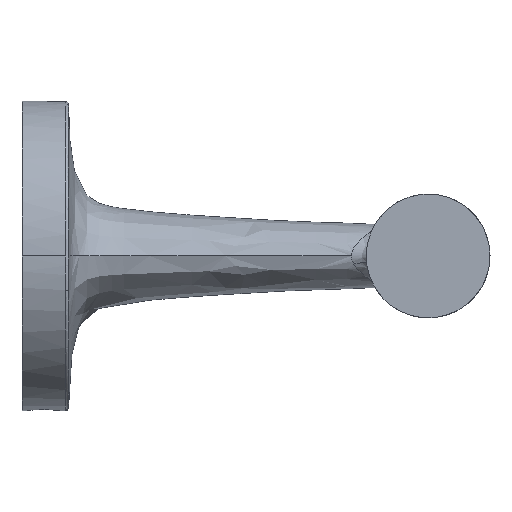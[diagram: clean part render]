
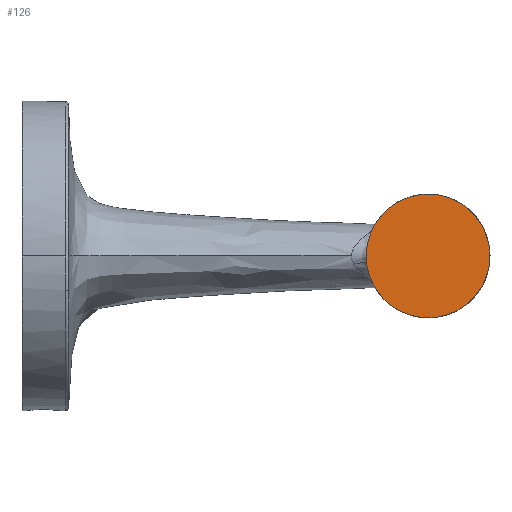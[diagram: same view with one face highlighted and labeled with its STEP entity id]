
A CAD part, left-side view. The second image highlights one B-rep face of the part: STEP entity #126.
In plain terms, the highlighted free-form (B-spline) face has degree [1, 1] with [2, 2] control points.
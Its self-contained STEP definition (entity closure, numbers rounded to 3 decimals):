
#126=ADVANCED_FACE('',(#231),#3344,.T.);
#231=FACE_OUTER_BOUND('',#341,.T.);
#341=EDGE_LOOP('',(#833,#834));
#833=ORIENTED_EDGE('',*,*,#2988,.F.);
#834=ORIENTED_EDGE('',*,*,#2989,.T.);
#1336=PCURVE('',#3424,#1840);
#1337=PCURVE('',#3344,#1841);
#1338=PCURVE('',#3344,#1842);
#1341=PCURVE('',#3425,#1845);
#1840=DEFINITIONAL_REPRESENTATION('',(#2446),#19437);
#1841=DEFINITIONAL_REPRESENTATION('',(#3155),#19437);
#1842=DEFINITIONAL_REPRESENTATION('',(#3157),#19437);
#1845=DEFINITIONAL_REPRESENTATION('',(#2449),#19437);
#2446=B_SPLINE_CURVE_WITH_KNOTS('',1,(#19284,#19285),.UNSPECIFIED.,.F.,
 .F.,(2,2),(-31.416,0.),.UNSPECIFIED.);
#2449=B_SPLINE_CURVE_WITH_KNOTS('',1,(#19305,#19306),.UNSPECIFIED.,.F.,
 .F.,(2,2),(0.,31.416),.UNSPECIFIED.);
#2720=SURFACE_CURVE('',#3154,(#1336,#1337),.PCURVE_S1.);
#2721=SURFACE_CURVE('',#3156,(#1338,#1341),.PCURVE_S1.);
#2988=EDGE_CURVE('',#3317,#3316,#2720,.T.);
#2989=EDGE_CURVE('',#3317,#3316,#2721,.T.);
#3154=(
BOUNDED_CURVE()
B_SPLINE_CURVE(2,(#19279,#19280,#19281,#19282,#19283),.UNSPECIFIED.,.F.,
 .F.)
B_SPLINE_CURVE_WITH_KNOTS((3,2,3),(-31.416,-15.708,0.),
 .UNSPECIFIED.)
CURVE()
GEOMETRIC_REPRESENTATION_ITEM()
RATIONAL_B_SPLINE_CURVE((1.,0.707,1.,0.707,1.))
REPRESENTATION_ITEM('')
);
#3155=(
BOUNDED_CURVE()
B_SPLINE_CURVE(2,(#19286,#19287,#19288,#19289,#19290),.UNSPECIFIED.,.F.,
 .F.)
B_SPLINE_CURVE_WITH_KNOTS((3,2,3),(-31.416,-15.708,0.),
 .UNSPECIFIED.)
CURVE()
GEOMETRIC_REPRESENTATION_ITEM()
RATIONAL_B_SPLINE_CURVE((1.,0.707,1.,0.707,1.))
REPRESENTATION_ITEM('')
);
#3156=(
BOUNDED_CURVE()
B_SPLINE_CURVE(2,(#19291,#19292,#19293,#19294,#19295),.UNSPECIFIED.,.F.,
 .F.)
B_SPLINE_CURVE_WITH_KNOTS((3,2,3),(0.,15.708,31.416),
 .UNSPECIFIED.)
CURVE()
GEOMETRIC_REPRESENTATION_ITEM()
RATIONAL_B_SPLINE_CURVE((1.,0.707,1.,0.707,1.))
REPRESENTATION_ITEM('')
);
#3157=(
BOUNDED_CURVE()
B_SPLINE_CURVE(2,(#19296,#19297,#19298,#19299,#19300),.UNSPECIFIED.,.F.,
 .F.)
B_SPLINE_CURVE_WITH_KNOTS((3,2,3),(0.,15.708,31.416),
 .UNSPECIFIED.)
CURVE()
GEOMETRIC_REPRESENTATION_ITEM()
RATIONAL_B_SPLINE_CURVE((1.,0.707,1.,0.707,1.))
REPRESENTATION_ITEM('')
);
#3316=VERTEX_POINT('',#19229);
#3317=VERTEX_POINT('',#19230);
#3344=B_SPLINE_SURFACE_WITH_KNOTS('',1,1,((#19204,#19205),(#19206,#19207)),
 .UNSPECIFIED.,.F.,.F.,.F.,(2,2),(2,2),(-12.001,12.001),(-12.001,12.001),
 .UNSPECIFIED.);
#3424=(
BOUNDED_SURFACE()
B_SPLINE_SURFACE(2,1,((#19186,#19187),(#19188,#19189),(#19190,#19191),(#19192,
#19193),(#19194,#19195),(#19196,#19197),(#19198,#19199),(#19200,#19201),
(#19202,#19203)),.UNSPECIFIED.,.T.,.F.,.F.)
B_SPLINE_SURFACE_WITH_KNOTS((3,2,2,2,3),(2,2),(0.,1.571,3.142,
4.712,6.283),(0.,2.402),.UNSPECIFIED.)
GEOMETRIC_REPRESENTATION_ITEM()
RATIONAL_B_SPLINE_SURFACE(((1.,1.),(0.707,0.707),
(1.,1.),(0.707,0.707),(1.,1.),(0.707,
0.707),(1.,1.),(0.707,0.707),(1.,1.)))
REPRESENTATION_ITEM('')
SURFACE()
);
#3425=(
BOUNDED_SURFACE()
B_SPLINE_SURFACE(2,1,((#19208,#19209),(#19210,#19211),(#19212,#19213),(#19214,
#19215),(#19216,#19217),(#19218,#19219),(#19220,#19221),(#19222,#19223),
(#19224,#19225)),.UNSPECIFIED.,.T.,.F.,.F.)
B_SPLINE_SURFACE_WITH_KNOTS((3,2,2,2,3),(2,2),(0.,1.571,3.142,
4.712,6.283),(0.,2.402),.UNSPECIFIED.)
GEOMETRIC_REPRESENTATION_ITEM()
RATIONAL_B_SPLINE_SURFACE(((1.,1.),(0.707,0.707),
(1.,1.),(0.707,0.707),(1.,1.),(0.707,
0.707),(1.,1.),(0.707,0.707),(1.,1.)))
REPRESENTATION_ITEM('')
SURFACE()
);
#19186=CARTESIAN_POINT('',(-28.099,-38.162,37.629));
#19187=CARTESIAN_POINT('',(-30.501,-38.162,37.629));
#19188=CARTESIAN_POINT('',(-28.099,-38.358,47.628));
#19189=CARTESIAN_POINT('',(-30.501,-38.358,47.628));
#19190=CARTESIAN_POINT('',(-28.099,-28.36,47.823));
#19191=CARTESIAN_POINT('',(-30.501,-28.36,47.823));
#19192=CARTESIAN_POINT('',(-28.099,-18.361,48.019));
#19193=CARTESIAN_POINT('',(-30.501,-18.361,48.019));
#19194=CARTESIAN_POINT('',(-28.099,-18.166,38.021));
#19195=CARTESIAN_POINT('',(-30.501,-18.166,38.021));
#19196=CARTESIAN_POINT('',(-28.099,-17.97,28.022));
#19197=CARTESIAN_POINT('',(-30.501,-17.97,28.022));
#19198=CARTESIAN_POINT('',(-28.099,-27.968,27.827));
#19199=CARTESIAN_POINT('',(-30.501,-27.968,27.827));
#19200=CARTESIAN_POINT('',(-28.099,-37.967,27.631));
#19201=CARTESIAN_POINT('',(-30.501,-37.967,27.631));
#19202=CARTESIAN_POINT('',(-28.099,-38.162,37.629));
#19203=CARTESIAN_POINT('',(-30.501,-38.162,37.629));
#19204=CARTESIAN_POINT('',(-30.3,-15.93,26.061));
#19205=CARTESIAN_POINT('',(-30.3,-16.4,50.059));
#19206=CARTESIAN_POINT('',(-30.3,-39.928,25.591));
#19207=CARTESIAN_POINT('',(-30.3,-40.398,49.589));
#19208=CARTESIAN_POINT('',(-28.099,-18.166,38.021));
#19209=CARTESIAN_POINT('',(-30.501,-18.166,38.021));
#19210=CARTESIAN_POINT('',(-28.099,-17.97,28.022));
#19211=CARTESIAN_POINT('',(-30.501,-17.97,28.022));
#19212=CARTESIAN_POINT('',(-28.099,-27.968,27.827));
#19213=CARTESIAN_POINT('',(-30.501,-27.968,27.827));
#19214=CARTESIAN_POINT('',(-28.099,-37.967,27.631));
#19215=CARTESIAN_POINT('',(-30.501,-37.967,27.631));
#19216=CARTESIAN_POINT('',(-28.099,-38.162,37.629));
#19217=CARTESIAN_POINT('',(-30.501,-38.162,37.629));
#19218=CARTESIAN_POINT('',(-28.099,-38.358,47.628));
#19219=CARTESIAN_POINT('',(-30.501,-38.358,47.628));
#19220=CARTESIAN_POINT('',(-28.099,-28.36,47.823));
#19221=CARTESIAN_POINT('',(-30.501,-28.36,47.823));
#19222=CARTESIAN_POINT('',(-28.099,-18.361,48.019));
#19223=CARTESIAN_POINT('',(-30.501,-18.361,48.019));
#19224=CARTESIAN_POINT('',(-28.099,-18.166,38.021));
#19225=CARTESIAN_POINT('',(-30.501,-18.166,38.021));
#19229=CARTESIAN_POINT('',(-30.3,-28.36,47.823));
#19230=CARTESIAN_POINT('',(-30.3,-27.968,27.827));
#19279=CARTESIAN_POINT('',(-30.3,-27.968,27.827));
#19280=CARTESIAN_POINT('',(-30.3,-17.97,28.022));
#19281=CARTESIAN_POINT('',(-30.3,-18.166,38.021));
#19282=CARTESIAN_POINT('',(-30.3,-18.361,48.019));
#19283=CARTESIAN_POINT('',(-30.3,-28.36,47.823));
#19284=CARTESIAN_POINT('',(4.712,2.201));
#19285=CARTESIAN_POINT('',(1.571,2.201));
#19286=CARTESIAN_POINT('',(0.,-10.));
#19287=CARTESIAN_POINT('',(-10.,-10.));
#19288=CARTESIAN_POINT('',(-10.,0.));
#19289=CARTESIAN_POINT('',(-10.,10.));
#19290=CARTESIAN_POINT('',(0.,10.));
#19291=CARTESIAN_POINT('',(-30.3,-27.968,27.827));
#19292=CARTESIAN_POINT('',(-30.3,-37.967,27.631));
#19293=CARTESIAN_POINT('',(-30.3,-38.162,37.629));
#19294=CARTESIAN_POINT('',(-30.3,-38.358,47.628));
#19295=CARTESIAN_POINT('',(-30.3,-28.36,47.823));
#19296=CARTESIAN_POINT('',(0.,-10.));
#19297=CARTESIAN_POINT('',(10.,-10.));
#19298=CARTESIAN_POINT('',(10.,0.));
#19299=CARTESIAN_POINT('',(10.,10.));
#19300=CARTESIAN_POINT('',(0.,10.));
#19305=CARTESIAN_POINT('',(1.571,2.201));
#19306=CARTESIAN_POINT('',(4.712,2.201));
#19437=(
GEOMETRIC_REPRESENTATION_CONTEXT(2)
PARAMETRIC_REPRESENTATION_CONTEXT()
REPRESENTATION_CONTEXT('pspace','')
);
